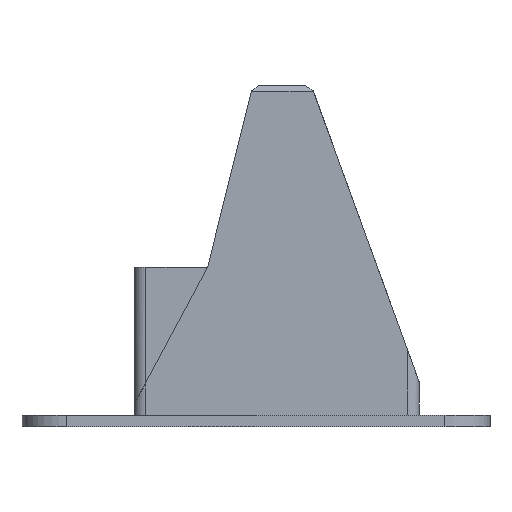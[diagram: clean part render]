
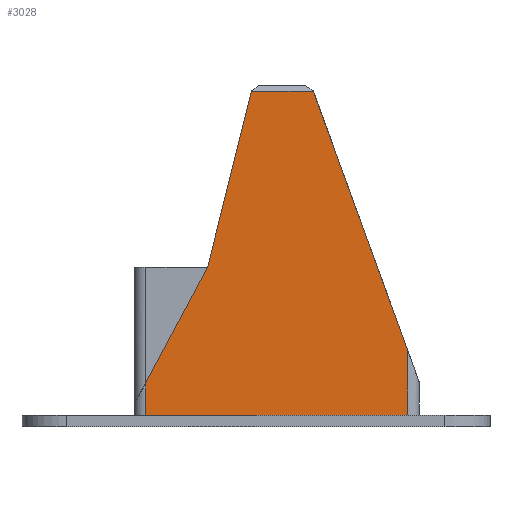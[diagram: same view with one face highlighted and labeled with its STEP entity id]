
A CAD part, left-side view. The second image highlights one B-rep face of the part: STEP entity #3028.
In plain terms, the highlighted planar face has unit normal (-1, 0, 0).
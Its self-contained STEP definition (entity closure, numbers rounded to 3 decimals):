
#100 = PLANE('',#101);
#101 = AXIS2_PLACEMENT_3D('',#102,#103,#104);
#102 = CARTESIAN_POINT('',(-12.8,-9.702,17.156));
#103 = DIRECTION('',(0.,-0.94,0.342)
  );
#104 = DIRECTION('',(0.,-0.342,-0.94));
#941 = EDGE_CURVE('',#942,#944,#946,.T.);
#942 = VERTEX_POINT('',#943);
#943 = CARTESIAN_POINT('',(-25.6,-13.491,6.747));
#944 = VERTEX_POINT('',#945);
#945 = CARTESIAN_POINT('',(-25.6,-5.096,29.811));
#946 = SURFACE_CURVE('',#947,(#951,#958),.PCURVE_S1.);
#947 = LINE('',#948,#949);
#948 = CARTESIAN_POINT('',(-25.6,-14.491,4.));
#949 = VECTOR('',#950,1.);
#950 = DIRECTION('',(0.,0.342,0.94)
  );
#951 = PCURVE('',#100,#952);
#952 = DEFINITIONAL_REPRESENTATION('',(#953),#957);
#953 = LINE('',#954,#955);
#954 = CARTESIAN_POINT('',(14.,-12.8));
#955 = VECTOR('',#956,1.);
#956 = DIRECTION('',(-1.,0.));
#957 = ( GEOMETRIC_REPRESENTATION_CONTEXT(2) 
PARAMETRIC_REPRESENTATION_CONTEXT() REPRESENTATION_CONTEXT('2D SPACE',''
  ) );
#958 = PCURVE('',#959,#964);
#959 = PLANE('',#960);
#960 = AXIS2_PLACEMENT_3D('',#961,#962,#963);
#961 = CARTESIAN_POINT('',(-25.6,-2.365,11.898));
#962 = DIRECTION('',(1.,0.,0.));
#963 = DIRECTION('',(0.,1.,0.));
#964 = DEFINITIONAL_REPRESENTATION('',(#965),#969);
#965 = LINE('',#966,#967);
#966 = CARTESIAN_POINT('',(-12.125,-7.898));
#967 = VECTOR('',#968,1.);
#968 = DIRECTION('',(0.342,0.94));
#969 = ( GEOMETRIC_REPRESENTATION_CONTEXT(2) 
PARAMETRIC_REPRESENTATION_CONTEXT() REPRESENTATION_CONTEXT('2D SPACE',''
  ) );
#988 = CYLINDRICAL_SURFACE('',#989,1.);
#989 = AXIS2_PLACEMENT_3D('',#990,#991,#992);
#990 = CARTESIAN_POINT('',(-24.6,-13.491,1.));
#991 = DIRECTION('',(0.,0.,1.));
#992 = DIRECTION('',(-1.,0.,0.));
#1130 = PLANE('',#1131);
#1131 = AXIS2_PLACEMENT_3D('',#1132,#1133,#1134);
#1132 = CARTESIAN_POINT('',(-25.35,-4.914,30.061));
#1133 = DIRECTION('',(0.707,0.,-0.707));
#1134 = DIRECTION('',(0.,-1.,0.));
#3028 = ADVANCED_FACE('',(#3029),#959,.F.);
#3029 = FACE_BOUND('',#3030,.F.);
#3030 = EDGE_LOOP('',(#3031,#3032,#3055,#3083,#3111,#3139,#3167));
#3031 = ORIENTED_EDGE('',*,*,#941,.F.);
#3032 = ORIENTED_EDGE('',*,*,#3033,.F.);
#3033 = EDGE_CURVE('',#3034,#942,#3036,.T.);
#3034 = VERTEX_POINT('',#3035);
#3035 = CARTESIAN_POINT('',(-25.6,-13.491,1.));
#3036 = SURFACE_CURVE('',#3037,(#3041,#3048),.PCURVE_S1.);
#3037 = LINE('',#3038,#3039);
#3038 = CARTESIAN_POINT('',(-25.6,-13.491,1.));
#3039 = VECTOR('',#3040,1.);
#3040 = DIRECTION('',(0.,0.,1.));
#3041 = PCURVE('',#959,#3042);
#3042 = DEFINITIONAL_REPRESENTATION('',(#3043),#3047);
#3043 = LINE('',#3044,#3045);
#3044 = CARTESIAN_POINT('',(-11.125,-10.898));
#3045 = VECTOR('',#3046,1.);
#3046 = DIRECTION('',(0.,1.));
#3047 = ( GEOMETRIC_REPRESENTATION_CONTEXT(2) 
PARAMETRIC_REPRESENTATION_CONTEXT() REPRESENTATION_CONTEXT('2D SPACE',''
  ) );
#3048 = PCURVE('',#988,#3049);
#3049 = DEFINITIONAL_REPRESENTATION('',(#3050),#3054);
#3050 = LINE('',#3051,#3052);
#3051 = CARTESIAN_POINT('',(0.,0.));
#3052 = VECTOR('',#3053,1.);
#3053 = DIRECTION('',(0.,1.));
#3054 = ( GEOMETRIC_REPRESENTATION_CONTEXT(2) 
PARAMETRIC_REPRESENTATION_CONTEXT() REPRESENTATION_CONTEXT('2D SPACE',''
  ) );
#3055 = ORIENTED_EDGE('',*,*,#3056,.F.);
#3056 = EDGE_CURVE('',#3057,#3034,#3059,.T.);
#3057 = VERTEX_POINT('',#3058);
#3058 = CARTESIAN_POINT('',(-25.6,9.8,1.));
#3059 = SURFACE_CURVE('',#3060,(#3064,#3071),.PCURVE_S1.);
#3060 = LINE('',#3061,#3062);
#3061 = CARTESIAN_POINT('',(-25.6,-1.183,1.));
#3062 = VECTOR('',#3063,1.);
#3063 = DIRECTION('',(0.,-1.,0.));
#3064 = PCURVE('',#959,#3065);
#3065 = DEFINITIONAL_REPRESENTATION('',(#3066),#3070);
#3066 = LINE('',#3067,#3068);
#3067 = CARTESIAN_POINT('',(1.183,-10.898));
#3068 = VECTOR('',#3069,1.);
#3069 = DIRECTION('',(-1.,0.));
#3070 = ( GEOMETRIC_REPRESENTATION_CONTEXT(2) 
PARAMETRIC_REPRESENTATION_CONTEXT() REPRESENTATION_CONTEXT('2D SPACE',''
  ) );
#3071 = PCURVE('',#3072,#3077);
#3072 = PLANE('',#3073);
#3073 = AXIS2_PLACEMENT_3D('',#3074,#3075,#3076);
#3074 = CARTESIAN_POINT('',(-1.8,0.,1.));
#3075 = DIRECTION('',(0.,0.,1.));
#3076 = DIRECTION('',(1.,0.,0.));
#3077 = DEFINITIONAL_REPRESENTATION('',(#3078),#3082);
#3078 = LINE('',#3079,#3080);
#3079 = CARTESIAN_POINT('',(-23.8,-1.183));
#3080 = VECTOR('',#3081,1.);
#3081 = DIRECTION('',(0.,-1.));
#3082 = ( GEOMETRIC_REPRESENTATION_CONTEXT(2) 
PARAMETRIC_REPRESENTATION_CONTEXT() REPRESENTATION_CONTEXT('2D SPACE',''
  ) );
#3083 = ORIENTED_EDGE('',*,*,#3084,.F.);
#3084 = EDGE_CURVE('',#3085,#3057,#3087,.T.);
#3085 = VERTEX_POINT('',#3086);
#3086 = CARTESIAN_POINT('',(-25.6,9.8,3.871));
#3087 = SURFACE_CURVE('',#3088,(#3092,#3099),.PCURVE_S1.);
#3088 = LINE('',#3089,#3090);
#3089 = CARTESIAN_POINT('',(-25.6,9.8,2.));
#3090 = VECTOR('',#3091,1.);
#3091 = DIRECTION('',(0.,0.,-1.));
#3092 = PCURVE('',#959,#3093);
#3093 = DEFINITIONAL_REPRESENTATION('',(#3094),#3098);
#3094 = LINE('',#3095,#3096);
#3095 = CARTESIAN_POINT('',(12.165,-9.898));
#3096 = VECTOR('',#3097,1.);
#3097 = DIRECTION('',(0.,-1.));
#3098 = ( GEOMETRIC_REPRESENTATION_CONTEXT(2) 
PARAMETRIC_REPRESENTATION_CONTEXT() REPRESENTATION_CONTEXT('2D SPACE',''
  ) );
#3099 = PCURVE('',#3100,#3105);
#3100 = CYLINDRICAL_SURFACE('',#3101,1.);
#3101 = AXIS2_PLACEMENT_3D('',#3102,#3103,#3104);
#3102 = CARTESIAN_POINT('',(-24.6,9.8,2.));
#3103 = DIRECTION('',(0.,0.,-1.));
#3104 = DIRECTION('',(0.,1.,0.));
#3105 = DEFINITIONAL_REPRESENTATION('',(#3106),#3110);
#3106 = LINE('',#3107,#3108);
#3107 = CARTESIAN_POINT('',(-1.571,0.));
#3108 = VECTOR('',#3109,1.);
#3109 = DIRECTION('',(-0.,1.));
#3110 = ( GEOMETRIC_REPRESENTATION_CONTEXT(2) 
PARAMETRIC_REPRESENTATION_CONTEXT() REPRESENTATION_CONTEXT('2D SPACE',''
  ) );
#3111 = ORIENTED_EDGE('',*,*,#3112,.F.);
#3112 = EDGE_CURVE('',#3113,#3085,#3115,.T.);
#3113 = VERTEX_POINT('',#3114);
#3114 = CARTESIAN_POINT('',(-25.6,4.31,14.14));
#3115 = SURFACE_CURVE('',#3116,(#3120,#3127),.PCURVE_S1.);
#3116 = LINE('',#3117,#3118);
#3117 = CARTESIAN_POINT('',(-25.6,4.31,14.14));
#3118 = VECTOR('',#3119,1.);
#3119 = DIRECTION('',(0.,0.471,-0.882)
  );
#3120 = PCURVE('',#959,#3121);
#3121 = DEFINITIONAL_REPRESENTATION('',(#3122),#3126);
#3122 = LINE('',#3123,#3124);
#3123 = CARTESIAN_POINT('',(6.676,2.243));
#3124 = VECTOR('',#3125,1.);
#3125 = DIRECTION('',(0.471,-0.882));
#3126 = ( GEOMETRIC_REPRESENTATION_CONTEXT(2) 
PARAMETRIC_REPRESENTATION_CONTEXT() REPRESENTATION_CONTEXT('2D SPACE',''
  ) );
#3127 = PCURVE('',#3128,#3133);
#3128 = PLANE('',#3129);
#3129 = AXIS2_PLACEMENT_3D('',#3130,#3131,#3132);
#3130 = CARTESIAN_POINT('',(-23.3,4.31,14.14));
#3131 = DIRECTION('',(0.,-0.882,
    -0.471));
#3132 = DIRECTION('',(0.,0.471,-0.882)
  );
#3133 = DEFINITIONAL_REPRESENTATION('',(#3134),#3138);
#3134 = LINE('',#3135,#3136);
#3135 = CARTESIAN_POINT('',(0.,-2.3));
#3136 = VECTOR('',#3137,1.);
#3137 = DIRECTION('',(1.,0.));
#3138 = ( GEOMETRIC_REPRESENTATION_CONTEXT(2) 
PARAMETRIC_REPRESENTATION_CONTEXT() REPRESENTATION_CONTEXT('2D SPACE',''
  ) );
#3139 = ORIENTED_EDGE('',*,*,#3140,.F.);
#3140 = EDGE_CURVE('',#3141,#3113,#3143,.T.);
#3141 = VERTEX_POINT('',#3142);
#3142 = CARTESIAN_POINT('',(-25.6,0.403,29.811));
#3143 = SURFACE_CURVE('',#3144,(#3148,#3155),.PCURVE_S1.);
#3144 = LINE('',#3145,#3146);
#3145 = CARTESIAN_POINT('',(-25.6,0.278,30.311));
#3146 = VECTOR('',#3147,1.);
#3147 = DIRECTION('',(0.,0.242,-0.97)
  );
#3148 = PCURVE('',#959,#3149);
#3149 = DEFINITIONAL_REPRESENTATION('',(#3150),#3154);
#3150 = LINE('',#3151,#3152);
#3151 = CARTESIAN_POINT('',(2.644,18.414));
#3152 = VECTOR('',#3153,1.);
#3153 = DIRECTION('',(0.242,-0.97));
#3154 = ( GEOMETRIC_REPRESENTATION_CONTEXT(2) 
PARAMETRIC_REPRESENTATION_CONTEXT() REPRESENTATION_CONTEXT('2D SPACE',''
  ) );
#3155 = PCURVE('',#3156,#3161);
#3156 = PLANE('',#3157);
#3157 = AXIS2_PLACEMENT_3D('',#3158,#3159,#3160);
#3158 = CARTESIAN_POINT('',(-23.3,0.278,30.311));
#3159 = DIRECTION('',(0.,-0.97,
    -0.242));
#3160 = DIRECTION('',(0.,0.242,-0.97)
  );
#3161 = DEFINITIONAL_REPRESENTATION('',(#3162),#3166);
#3162 = LINE('',#3163,#3164);
#3163 = CARTESIAN_POINT('',(0.,-2.3));
#3164 = VECTOR('',#3165,1.);
#3165 = DIRECTION('',(1.,0.));
#3166 = ( GEOMETRIC_REPRESENTATION_CONTEXT(2) 
PARAMETRIC_REPRESENTATION_CONTEXT() REPRESENTATION_CONTEXT('2D SPACE',''
  ) );
#3167 = ORIENTED_EDGE('',*,*,#3168,.F.);
#3168 = EDGE_CURVE('',#944,#3141,#3169,.T.);
#3169 = SURFACE_CURVE('',#3170,(#3174,#3181),.PCURVE_S1.);
#3170 = LINE('',#3171,#3172);
#3171 = CARTESIAN_POINT('',(-25.6,-4.914,29.811));
#3172 = VECTOR('',#3173,1.);
#3173 = DIRECTION('',(0.,1.,0.));
#3174 = PCURVE('',#959,#3175);
#3175 = DEFINITIONAL_REPRESENTATION('',(#3176),#3180);
#3176 = LINE('',#3177,#3178);
#3177 = CARTESIAN_POINT('',(-2.549,17.914));
#3178 = VECTOR('',#3179,1.);
#3179 = DIRECTION('',(1.,0.));
#3180 = ( GEOMETRIC_REPRESENTATION_CONTEXT(2) 
PARAMETRIC_REPRESENTATION_CONTEXT() REPRESENTATION_CONTEXT('2D SPACE',''
  ) );
#3181 = PCURVE('',#1130,#3182);
#3182 = DEFINITIONAL_REPRESENTATION('',(#3183),#3187);
#3183 = LINE('',#3184,#3185);
#3184 = CARTESIAN_POINT('',(0.,0.354));
#3185 = VECTOR('',#3186,1.);
#3186 = DIRECTION('',(-1.,0.));
#3187 = ( GEOMETRIC_REPRESENTATION_CONTEXT(2) 
PARAMETRIC_REPRESENTATION_CONTEXT() REPRESENTATION_CONTEXT('2D SPACE',''
  ) );
